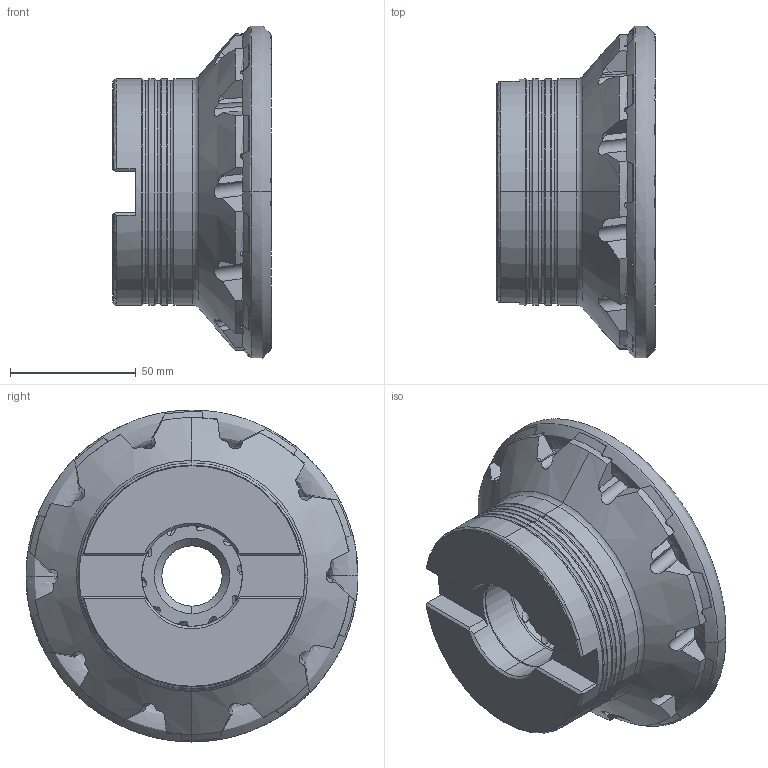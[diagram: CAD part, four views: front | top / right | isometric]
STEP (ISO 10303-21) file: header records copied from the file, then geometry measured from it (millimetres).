
FILE_DESCRIPTION (( 'STEP AP214' ), '1' );
FILE_NAME ('45PP-125-538-10.STEP', '2013-03-19T08:20:26', ( '' ), ( '' ), 'SwSTEP 2.0', 'SolidWorks 2013', '' );
FILE_SCHEMA (( 'AUTOMOTIVE_DESIGN' ));
Length unit declared in the file: millimetre
Products named in the file (1): 45PP-125-538-10
Bounding box: 63.08 x 132.15 x 132.16 mm (x, y, z)
Volume: 440760.5 mm3; surface area: 56262.2 mm2
Topology: 1 solids, 1 shells, 475 faces, 1398 edges, 903 vertices
Faces by surface type: plane 162, cylinder 160, bspline 64, torus 52, cone 37
Entity records: 21502 total; most frequent: CARTESIAN_POINT 10107, ORIENTED_EDGE 2796, DIRECTION 1843, EDGE_CURVE 1398, VERTEX_POINT 903, AXIS2_PLACEMENT_3D 723, B_SPLINE_CURVE_WITH_KNOTS 559, EDGE_LOOP 495
